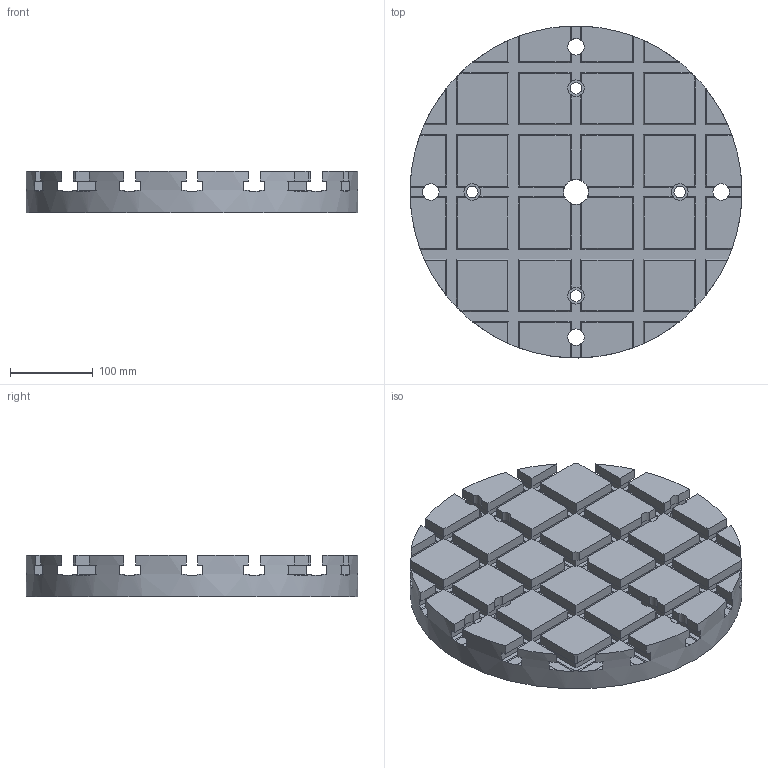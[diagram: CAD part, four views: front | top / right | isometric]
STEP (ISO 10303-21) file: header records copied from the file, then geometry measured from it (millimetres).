
FILE_DESCRIPTION( ( 'Unknown' ), '1' );
FILE_NAME( 'BP18-50-0400-14.stp', 'Unknown', ( 'S.C.H' ), ( 'Unknown' ), 'XStep 1.0', 'Unknown', ' ' );
FILE_SCHEMA( ( 'CONFIG_CONTROL_DESIGN' ) );
Length unit declared in the file: millimetre
Products named in the file (1): 1
Bounding box: 399.99 x 399.98 x 50 mm (x, y, z)
Volume: 4877645.2 mm3; surface area: 484509.6 mm2
Topology: 1 solids, 1 shells, 488 faces, 1362 edges, 908 vertices
Faces by surface type: plane 450, cylinder 38
Full cylindrical faces by diameter (mm): 14 x4, 20 x8, 30 x1, 400 x1
Entity records: 15536 total; most frequent: CARTESIAN_POINT 2725, ORIENTED_EDGE 2676, DIRECTION 2606, EDGE_CURVE 1338, LINE 1048, VECTOR 1048, VERTEX_POINT 898, AXIS2_PLACEMENT_3D 779
